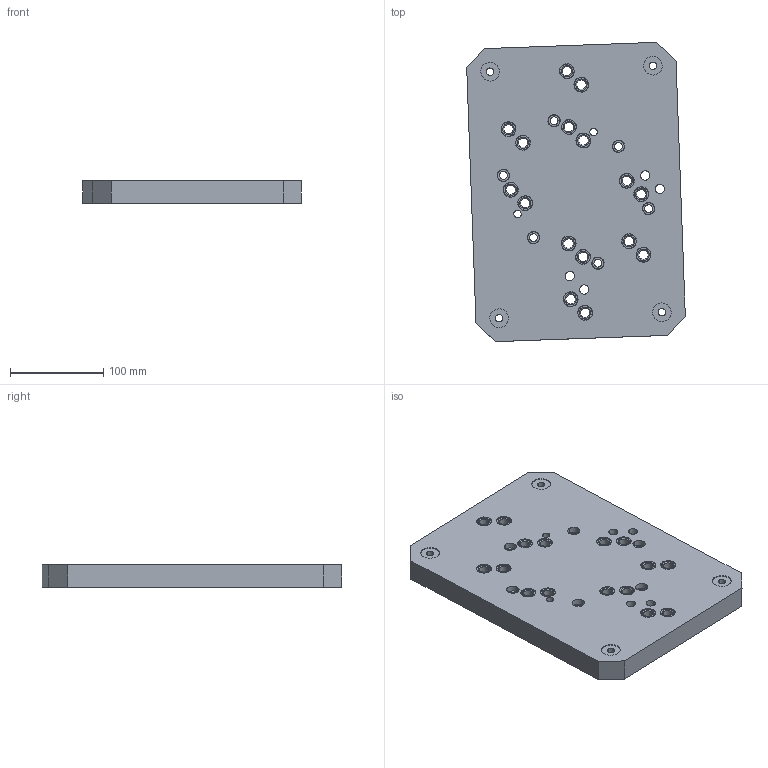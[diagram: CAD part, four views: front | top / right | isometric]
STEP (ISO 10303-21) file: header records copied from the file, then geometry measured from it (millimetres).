
FILE_DESCRIPTION(('CATIA V5 STEP'),'2;1');
FILE_NAME('AEGT283.stp','2018-07-13T01:44:11+00:00',('none'),('none'),'CATIA Version 5 Release 21 GA (IN-10)','CATIA V5 STEP AP214','none');
FILE_SCHEMA(('AUTOMOTIVE_DESIGN { 1 0 10303 214 1 1 1 1 }'));
Length unit declared in the file: millimetre
Products named in the file (1): AEGT283
Bounding box: 234.89 x 321.54 x 24 mm (x, y, z)
Volume: 1626081 mm3; surface area: 227574.1 mm2
Topology: 23 solids, 23 shells, 306 faces, 680 edges, 424 vertices
Faces by surface type: cylinder 160, cone 88, plane 58
Entity records: 8568 total; most frequent: CARTESIAN_POINT 1481, ORIENTED_EDGE 1360, DIRECTION 1287, AXIS2_PLACEMENT_3D 710, EDGE_CURVE 680, VERTEX_POINT 424, EDGE_LOOP 418, CIRCLE 403
